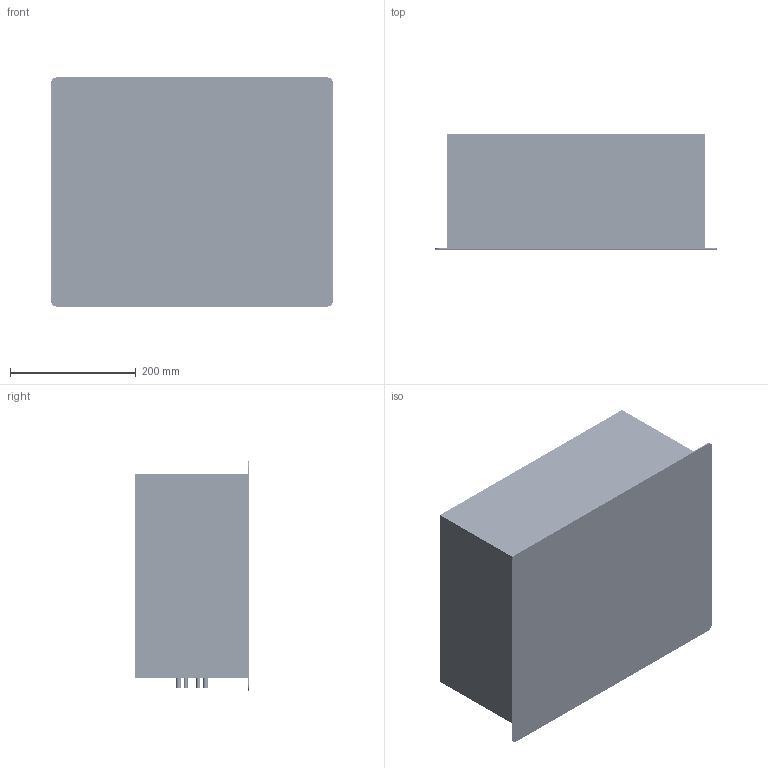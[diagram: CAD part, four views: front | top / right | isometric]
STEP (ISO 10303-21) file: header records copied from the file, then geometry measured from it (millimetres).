
FILE_DESCRIPTION(('CATIA V5 STEP Exchange'),'2;1');
FILE_NAME('All_3_new_Assy.stp','2020-11-16T13:29:20+00:00',('none'),('none'),'CATIA Version 5-6 Release 2017 SP5 HF13','CATIA V5 STEP AP203','none');
FILE_SCHEMA(('CONFIG_CONTROL_DESIGN'));
Length unit declared in the file: millimetre
Products named in the file (3): All_Assy_3b; Pack_Assy_3; 8Cells3
Assembly tree (39 placements, depth 4):
  All_Assy_3b
    #57  x2
    Pack_Assy_3  x9
      8Cells3
        #2086  x8
      #2629
      #9280
    #17227  x4
    #18195
    #18644  x2
    #25868  x2
    #26379
    #26891
    #28095
    #29299  x2
    #29653
    #30856
Bounding box: 450 x 182.8 x 365 mm (x, y, z)
Volume: 16360563 mm3; surface area: 7109758.6 mm2
Topology: 181 solids, 181 shells, 7643 faces, 19660 edges, 12996 vertices
Faces by surface type: plane 4785, cylinder 2658, torus 160, cone 24, revolution 16
Entity records: 31097 total; most frequent: CARTESIAN_POINT 7115, ORIENTED_EDGE 5376, DIRECTION 3892, EDGE_CURVE 2688, AXIS2_PLACEMENT_3D 1868, VERTEX_POINT 1717, VECTOR 1340, LINE 1340
